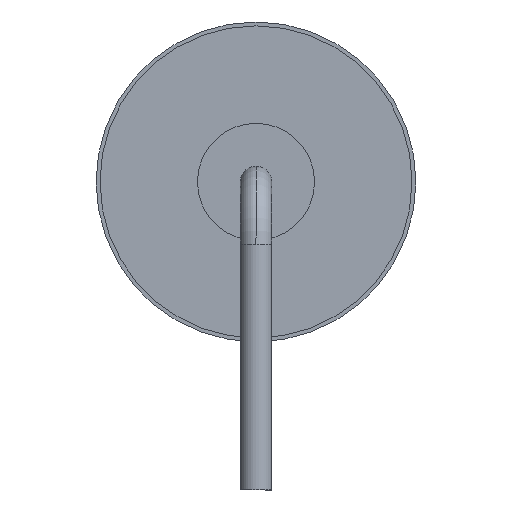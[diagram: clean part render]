
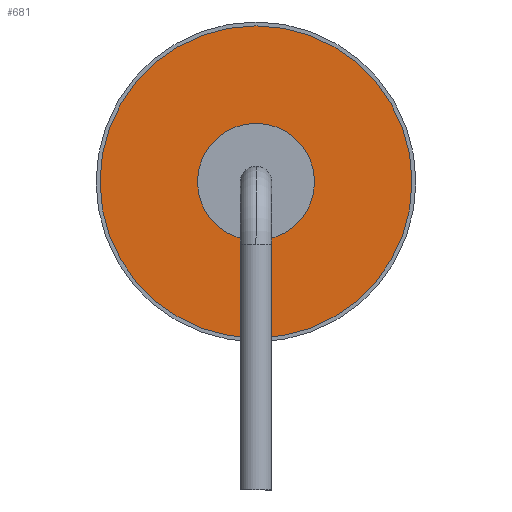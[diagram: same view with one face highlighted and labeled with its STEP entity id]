
A CAD part, left-side view. The second image highlights one B-rep face of the part: STEP entity #681.
In plain terms, the highlighted planar face has unit normal (-1, 0, 0).
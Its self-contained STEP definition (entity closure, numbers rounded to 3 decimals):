
#543=CARTESIAN_POINT('',(-3.1,4.0,4.1));
#544=VERTEX_POINT('',#543);
#560=CARTESIAN_POINT('',(-3.1,-4.,4.1));
#561=VERTEX_POINT('',#560);
#568=CARTESIAN_POINT('',(-3.1,0.,4.1));
#569=DIRECTION('',(1.0,0.0,0.0));
#570=DIRECTION('',(0.0,1.0,0.0));
#571=AXIS2_PLACEMENT_3D('',#568,#569,#570);
#572=CIRCLE('',#571,4.0);
#573=EDGE_CURVE('',#561,#544,#572,.T.);
#585=CARTESIAN_POINT('',(-3.1,-1.5,4.1));
#586=VERTEX_POINT('',#585);
#602=CARTESIAN_POINT('',(-3.1,1.5,4.1));
#603=VERTEX_POINT('',#602);
#610=CARTESIAN_POINT('',(-3.1,0.,4.1));
#611=DIRECTION('',(1.0,0.0,0.0));
#612=DIRECTION('',(0.0,-1.0,0.0));
#613=AXIS2_PLACEMENT_3D('',#610,#611,#612);
#614=CIRCLE('',#613,1.5);
#615=EDGE_CURVE('',#586,#603,#614,.T.);
#626=CARTESIAN_POINT('',(-3.1,0.,4.1));
#627=DIRECTION('',(1.0,0.0,0.0));
#628=DIRECTION('',(0.0,-1.0,0.0));
#629=AXIS2_PLACEMENT_3D('',#626,#627,#628);
#630=CIRCLE('',#629,1.5);
#631=EDGE_CURVE('',#603,#586,#630,.T.);
#650=CARTESIAN_POINT('',(-3.1,0.,4.1));
#651=DIRECTION('',(1.0,0.0,0.0));
#652=DIRECTION('',(0.0,1.0,0.0));
#653=AXIS2_PLACEMENT_3D('',#650,#651,#652);
#654=CIRCLE('',#653,4.0);
#655=EDGE_CURVE('',#544,#561,#654,.T.);
#668=CARTESIAN_POINT('',(-3.1,0.,4.1));
#669=DIRECTION('',(1.0,0.0,0.0));
#670=DIRECTION('',(0.0,0.0,-1.0));
#671=AXIS2_PLACEMENT_3D('',#668,#669,#670);
#672=PLANE('',#671);
#673=ORIENTED_EDGE('',*,*,#655,.F.);
#674=ORIENTED_EDGE('',*,*,#573,.F.);
#675=EDGE_LOOP('',(#673,#674));
#676=FACE_OUTER_BOUND('',#675,.T.);
#677=ORIENTED_EDGE('',*,*,#615,.T.);
#678=ORIENTED_EDGE('',*,*,#631,.T.);
#679=EDGE_LOOP('',(#677,#678));
#680=FACE_BOUND('',#679,.T.);
#681=ADVANCED_FACE('',(#676,#680),#672,.F.);
